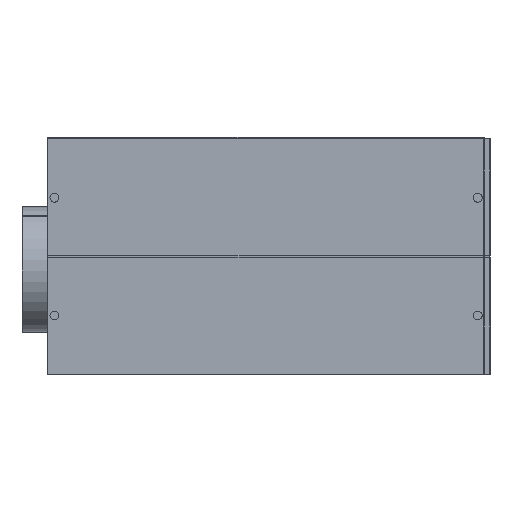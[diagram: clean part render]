
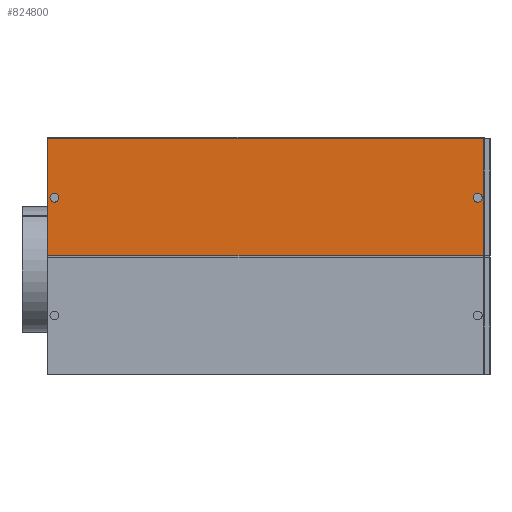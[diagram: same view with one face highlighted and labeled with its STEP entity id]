
A CAD part, left-side view. The second image highlights one B-rep face of the part: STEP entity #824800.
In plain terms, the highlighted planar face has unit normal (-1, 0, 0).
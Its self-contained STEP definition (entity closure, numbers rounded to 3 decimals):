
#10970=CARTESIAN_POINT('',(-789.5,439.,
438.4));
#10980=DIRECTION('',(0.,-1.,0.));
#10990=VECTOR('',#10980,1.);
#11000=LINE('',#10970,#10990);
#11010=CARTESIAN_POINT('',(-789.5,439.,
438.4));
#11020=VERTEX_POINT('',#11010);
#11030=CARTESIAN_POINT('',(-789.5,-428.,
438.4));
#11040=VERTEX_POINT('',#11030);
#11050=EDGE_CURVE('',#11020,#11040,#11000,.T.);
#822940=CARTESIAN_POINT('',(-789.5,4.5,
321.275));
#822950=DIRECTION('',(-1.,0.,0.));
#822960=DIRECTION('',(0.,-1.,0.));
#822970=AXIS2_PLACEMENT_3D('',#822940,#822950,#822960);
#822980=PLANE('',#822970);
#823290=CARTESIAN_POINT('',(-789.5,439.,
-30.1));
#823300=DIRECTION('',(0.,0.,1.));
#823310=VECTOR('',#823300,1.);
#823320=LINE('',#823290,#823310);
#823450=CARTESIAN_POINT('',(-789.5,-428.,
438.4));
#823460=DIRECTION('',(0.,0.,-1.));
#823470=VECTOR('',#823460,1.);
#823480=LINE('',#823450,#823470);
#824120=CARTESIAN_POINT('',(-789.5,-428.,
206.15));
#824130=VERTEX_POINT('',#824120);
#824160=EDGE_CURVE('',#11040,#824130,#823480,.T.);
#824360=CARTESIAN_POINT('',(-789.5,425.5,
321.275));
#824370=DIRECTION('',(1.,0.,0.));
#824380=DIRECTION('',(0.,0.,-1.));
#824390=AXIS2_PLACEMENT_3D('',#824360,#824370,#824380);
#824400=CIRCLE('',#824390,8.801);
#824410=CARTESIAN_POINT('',(-789.5,425.5,
330.076));
#824420=VERTEX_POINT('',#824410);
#824430=CARTESIAN_POINT('',(-789.5,425.5,
312.474));
#824440=VERTEX_POINT('',#824430);
#824450=EDGE_CURVE('',#824420,#824440,#824400,.T.);
#824460=ORIENTED_EDGE('',*,*,#824450,.T.);
#824470=EDGE_CURVE('',#824440,#824420,#824400,.T.);
#824480=ORIENTED_EDGE('',*,*,#824470,.T.);
#824490=EDGE_LOOP('',(#824480,#824460));
#824500=FACE_BOUND('',#824490,.T.);
#824510=CARTESIAN_POINT('',(-789.5,-416.5,
321.275));
#824520=DIRECTION('',(1.,0.,0.));
#824530=DIRECTION('',(0.,0.,-1.));
#824540=AXIS2_PLACEMENT_3D('',#824510,#824520,#824530);
#824550=CIRCLE('',#824540,8.801);
#824560=CARTESIAN_POINT('',(-789.5,-416.5,
312.474));
#824570=VERTEX_POINT('',#824560);
#824580=CARTESIAN_POINT('',(-789.5,-416.5,
330.076));
#824590=VERTEX_POINT('',#824580);
#824600=EDGE_CURVE('',#824570,#824590,#824550,.T.);
#824610=ORIENTED_EDGE('',*,*,#824600,.T.);
#824620=EDGE_CURVE('',#824590,#824570,#824550,.T.);
#824630=ORIENTED_EDGE('',*,*,#824620,.T.);
#824640=EDGE_LOOP('',(#824630,#824610));
#824650=FACE_BOUND('',#824640,.T.);
#824660=CARTESIAN_POINT('',(-789.5,439.,
206.15));
#824670=VERTEX_POINT('',#824660);
#824680=EDGE_CURVE('',#824670,#11020,#823320,.T.);
#824690=ORIENTED_EDGE('',*,*,#824680,.F.);
#824700=ORIENTED_EDGE('',*,*,#11050,.F.);
#824710=ORIENTED_EDGE('',*,*,#824160,.F.);
#824720=CARTESIAN_POINT('',(-789.5,4.5,
206.15));
#824730=DIRECTION('',(0.,-1.,0.));
#824740=VECTOR('',#824730,1.);
#824750=LINE('',#824720,#824740);
#824760=EDGE_CURVE('',#824670,#824130,#824750,.T.);
#824770=ORIENTED_EDGE('',*,*,#824760,.T.);
#824780=EDGE_LOOP('',(#824770,#824710,#824700,#824690));
#824790=FACE_OUTER_BOUND('',#824780,.T.);
#824800=ADVANCED_FACE('',(#824500,#824650,#824790),#822980,.T.);
